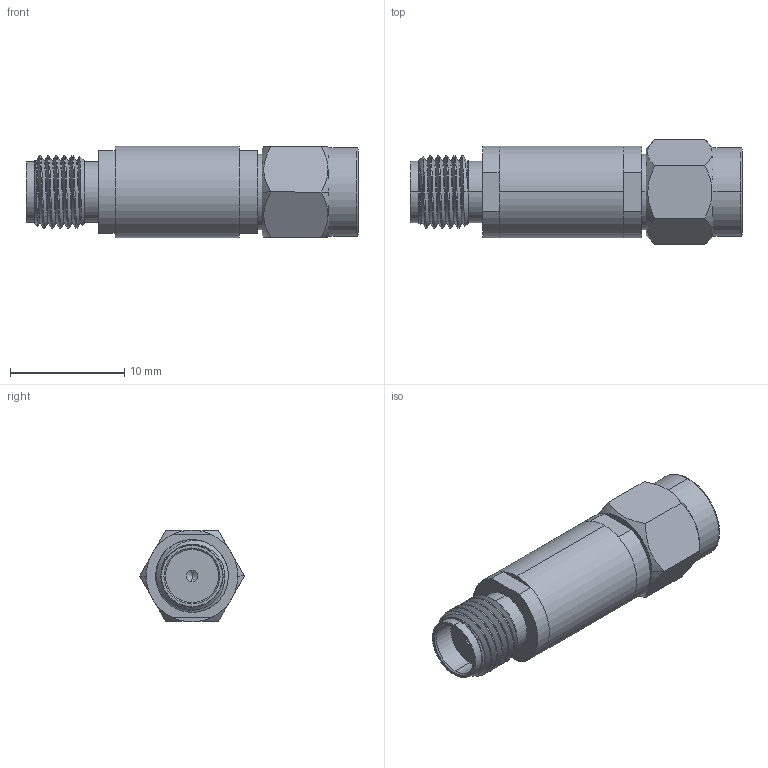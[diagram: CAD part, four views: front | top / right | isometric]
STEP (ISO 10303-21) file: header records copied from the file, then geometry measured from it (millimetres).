
FILE_DESCRIPTION (( 'STEP AP214' ), '1' );
FILE_NAME ('FMAT7430-7_3D.STEP', '2022-03-01T20:49:31', ( '' ), ( '' ), 'SwSTEP 2.0', 'SolidWorks 2021', '' );
FILE_SCHEMA (( 'AUTOMOTIVE_DESIGN' ));
Length unit declared in the file: inch
Products named in the file (4): 2.92 MALE; 2.92_body 8mm; FMAT7430-7_3D; 2.92 FEMALE
Assembly tree (3 placements, depth 2):
  FMAT7430-7_3D
    2.92_body 8mm
    2.92 FEMALE
    2.92 MALE
Bounding box: 29 x 9.15 x 8 mm (x, y, z)
Volume: 1169.4 mm3; surface area: 1185.7 mm2
Topology: 3 solids, 3 shells, 126 faces, 309 edges, 198 vertices
Faces by surface type: cylinder 72, plane 30, cone 17, bspline 5, torus 2
Entity records: 6525 total; most frequent: CARTESIAN_POINT 3665, ORIENTED_EDGE 614, DIRECTION 524, EDGE_CURVE 307, AXIS2_PLACEMENT_3D 210, VERTEX_POINT 198, EDGE_LOOP 137, FACE_OUTER_BOUND 126
